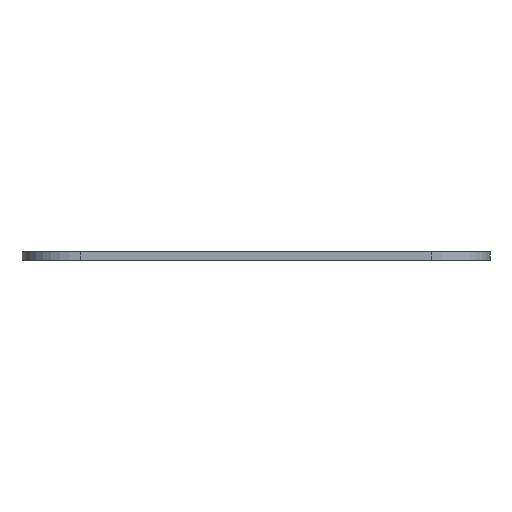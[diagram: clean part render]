
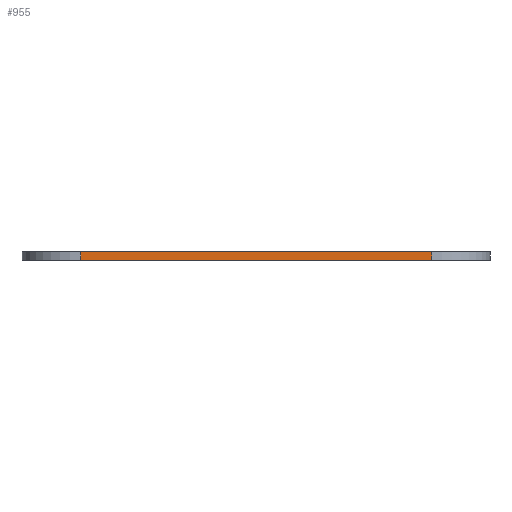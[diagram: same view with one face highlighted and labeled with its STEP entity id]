
A CAD part, front view. The second image highlights one B-rep face of the part: STEP entity #955.
In plain terms, the highlighted planar face has unit normal (0, -1, 0).
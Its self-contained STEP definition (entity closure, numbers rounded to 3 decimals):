
#216 = DIRECTION ( 'NONE',  ( 1., 0., 0. ) ) ;
#545 = DIRECTION ( 'NONE',  ( 0., 1., 0. ) ) ;
#678 = CARTESIAN_POINT ( 'NONE',  ( 115., -240., 0. ) ) ;
#955 = ADVANCED_FACE ( 'NONE', ( #3984 ), #5873, .F. ) ;
#1039 = DIRECTION ( 'NONE',  ( 1., 0., 0. ) ) ;
#1233 = VERTEX_POINT ( 'NONE', #4281 ) ;
#1256 = LINE ( 'NONE', #8012, #3416 ) ;
#1285 = EDGE_CURVE ( 'NONE', #1233, #4194, #2939, .T. ) ;
#1468 = ORIENTED_EDGE ( 'NONE', *, *, #1820, .F. ) ;
#1620 = CARTESIAN_POINT ( 'NONE',  ( -5., -240., 3. ) ) ;
#1624 = CARTESIAN_POINT ( 'NONE',  ( 115., -240., 3. ) ) ;
#1820 = EDGE_CURVE ( 'NONE', #7036, #4194, #3145, .T. ) ;
#1876 = DIRECTION ( 'NONE',  ( 0., 0., -1. ) ) ;
#2207 = ORIENTED_EDGE ( 'NONE', *, *, #4543, .T. ) ;
#2643 = VECTOR ( 'NONE', #216, 1000. ) ;
#2874 = VECTOR ( 'NONE', #8566, 1000. ) ;
#2939 = LINE ( 'NONE', #4913, #2643 ) ;
#3145 = LINE ( 'NONE', #1624, #2874 ) ;
#3192 = EDGE_CURVE ( 'NONE', #6406, #7036, #5250, .T. ) ;
#3416 = VECTOR ( 'NONE', #1876, 1000. ) ;
#3984 = FACE_OUTER_BOUND ( 'NONE', #5658, .T. ) ;
#4187 = VECTOR ( 'NONE', #1039, 1000. ) ;
#4194 = VERTEX_POINT ( 'NONE', #678 ) ;
#4281 = CARTESIAN_POINT ( 'NONE',  ( -5., -240., 0. ) ) ;
#4518 = AXIS2_PLACEMENT_3D ( 'NONE', #6695, #545, #6560 ) ;
#4543 = EDGE_CURVE ( 'NONE', #6406, #1233, #1256, .T. ) ;
#4913 = CARTESIAN_POINT ( 'NONE',  ( -5., -240., 0. ) ) ;
#5250 = LINE ( 'NONE', #6470, #4187 ) ;
#5429 = ORIENTED_EDGE ( 'NONE', *, *, #3192, .F. ) ;
#5658 = EDGE_LOOP ( 'NONE', ( #8739, #1468, #5429, #2207 ) ) ;
#5873 = PLANE ( 'NONE',  #4518 ) ;
#6406 = VERTEX_POINT ( 'NONE', #1620 ) ;
#6470 = CARTESIAN_POINT ( 'NONE',  ( -5., -240., 3. ) ) ;
#6560 = DIRECTION ( 'NONE',  ( 0., 0., 1. ) ) ;
#6695 = CARTESIAN_POINT ( 'NONE',  ( -5., -240., 3. ) ) ;
#6838 = CARTESIAN_POINT ( 'NONE',  ( 115., -240., 3. ) ) ;
#7036 = VERTEX_POINT ( 'NONE', #6838 ) ;
#8012 = CARTESIAN_POINT ( 'NONE',  ( -5., -240., 3. ) ) ;
#8566 = DIRECTION ( 'NONE',  ( 0., 0., -1. ) ) ;
#8739 = ORIENTED_EDGE ( 'NONE', *, *, #1285, .T. ) ;
